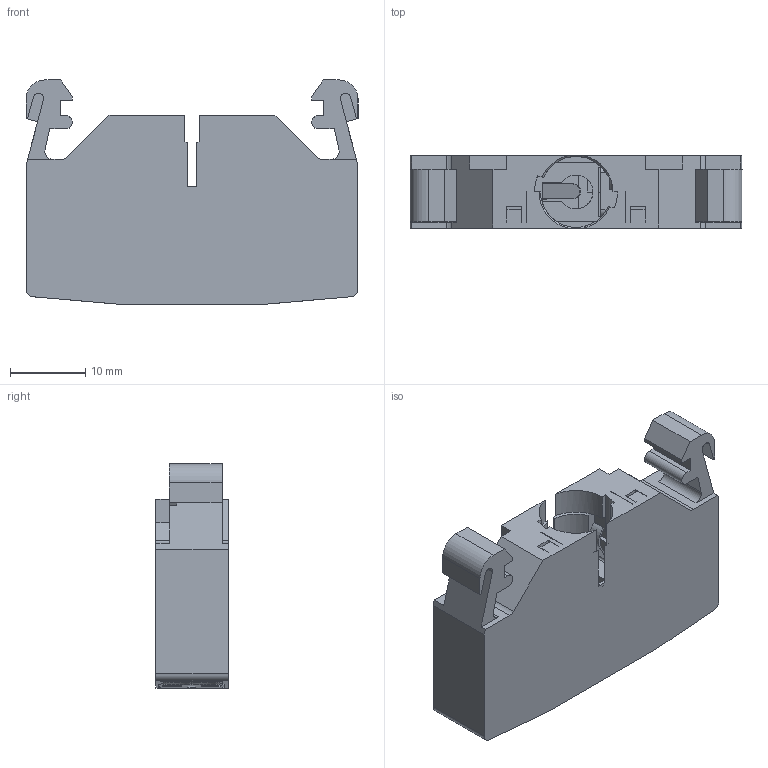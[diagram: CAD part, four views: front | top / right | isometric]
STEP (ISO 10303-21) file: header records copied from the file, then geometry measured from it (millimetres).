
FILE_DESCRIPTION(/* description */ (''),/* implementation_level */ '2;1');
FILE_NAME(/* name */ 'DSL9_vereinfacht.stp',/* time_stamp */ '2024-06-25T14:18:25+02:00',/* author */ ('Gn'),/* organization */ (''),/* preprocessor_version */ 'ST-DEVELOPER v19.2',/* originating_system */ 'Autodesk Inventor 2023',/* authorisation */ '');
FILE_SCHEMA (('AUTOMOTIVE_DESIGN { 1 0 10303 214 3 1 1 }'));
Length unit declared in the file: centimetre
Products named in the file (1): Bauteil2122
Bounding box: 44 x 9.6 x 29.7 mm (x, y, z)
Volume: 7407.3 mm3; surface area: 7521.8 mm2
Topology: 1 solids, 1 shells, 565 faces, 1673 edges, 1088 vertices
Faces by surface type: plane 458, cylinder 82, cone 15, bspline 10
Entity records: 20132 total; most frequent: CARTESIAN_POINT 4263, ORIENTED_EDGE 3348, DIRECTION 2963, EDGE_CURVE 1674, LINE 1431, VECTOR 1431, VERTEX_POINT 1088, AXIS2_PLACEMENT_3D 766
